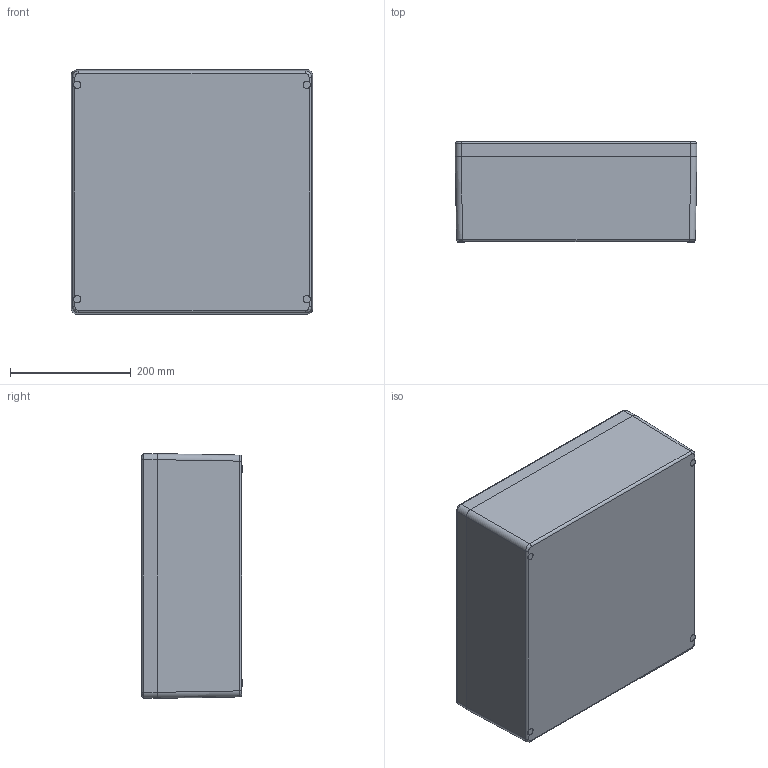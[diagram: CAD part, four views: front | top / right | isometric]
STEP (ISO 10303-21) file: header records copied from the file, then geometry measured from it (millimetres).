
FILE_DESCRIPTION(/* description */ (''),/* implementation_level */ '2;1');
FILE_NAME(/* name */ '940059.stp',/* time_stamp */ '2023-07-01T13:01:30+06:00',/* author */ ('pradhakrishnan'),/* organization */ (''),/* preprocessor_version */ 'ST-DEVELOPER v18',/* originating_system */ 'Autodesk Inventor 2020',/* authorisation */ '');
FILE_SCHEMA (('AUTOMOTIVE_DESIGN { 1 0 10303 214 3 1 1 }'));
Length unit declared in the file: millimetre
Products named in the file (1): 940059
Bounding box: 400 x 165.5 x 405 mm (x, y, z)
Volume: 26424906.2 mm3; surface area: 578585.1 mm2
Topology: 1 solids, 15 shells, 66 faces, 148 edges, 94 vertices
Faces by surface type: cylinder 34, plane 24, bspline 8
Full cylindrical faces by diameter (mm): 5 x4, 6 x10, 12 x4
Entity records: 2954 total; most frequent: CARTESIAN_POINT 1407, DIRECTION 312, ORIENTED_EDGE 270, EDGE_CURVE 148, AXIS2_PLACEMENT_3D 127, VERTEX_POINT 94, FACE_OUTER_BOUND 66, EDGE_LOOP 66
